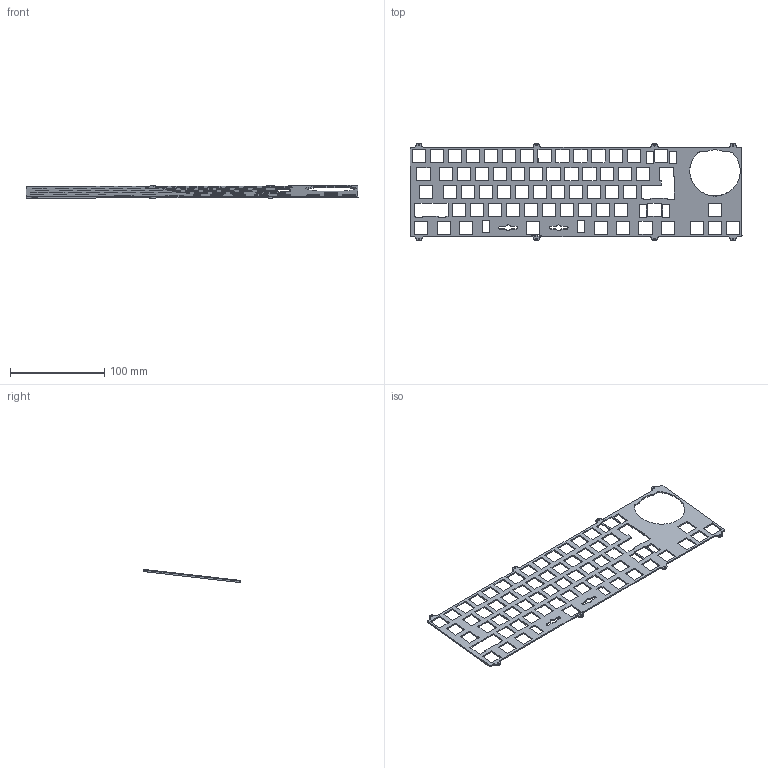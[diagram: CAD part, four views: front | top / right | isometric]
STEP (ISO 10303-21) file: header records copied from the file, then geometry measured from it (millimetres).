
FILE_DESCRIPTION(/* description */ (''),/* implementation_level */ '2;1');
FILE_NAME(/* name */ 'Updated Prototype ALigned Encoder v70.step',/* time_stamp */ '2021-12-27T02:13:32+01:00',/* author */ (''),/* organization */ (''),/* preprocessor_version */ 'ST-DEVELOPER v18.1',/* originating_system */ 'Autodesk Translation Framework v10.10.0.1391',/* authorisation */ '');
FILE_SCHEMA (('AUTOMOTIVE_DESIGN { 1 0 10303 214 3 1 1 }'));
Length unit declared in the file: millimetre
Products named in the file (2): Updated Prototype ALigned Encoder; BEAK_6_5_PLATE_ALUMINIUM
Assembly tree (1 placements, depth 2):
  Updated Prototype ALigned Encoder
    BEAK_6_5_PLATE_ALUMINIUM
Bounding box: 352.44 x 103.8 x 14.05 mm (x, y, z)
Volume: 26110.3 mm3; surface area: 42669.3 mm2
Topology: 1 solids, 1 shells, 421 faces, 1257 edges, 838 vertices
Faces by surface type: plane 346, cylinder 72, bspline 3
Full cylindrical faces by diameter (mm): 1.8 x8
Entity records: 14546 total; most frequent: CARTESIAN_POINT 2690, ORIENTED_EDGE 2514, DIRECTION 2233, EDGE_CURVE 1257, LINE 1103, VECTOR 1103, VERTEX_POINT 838, EDGE_LOOP 585
